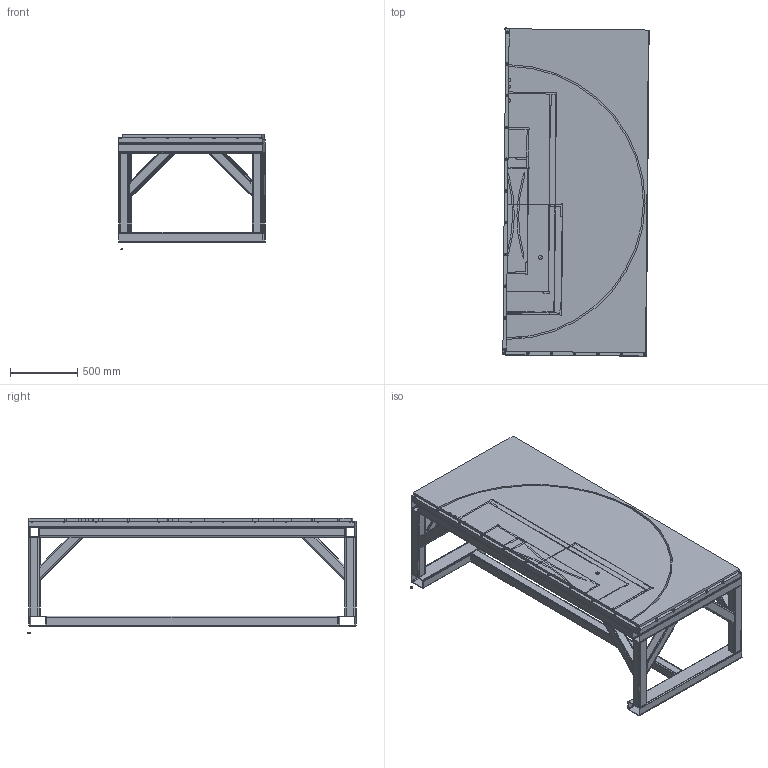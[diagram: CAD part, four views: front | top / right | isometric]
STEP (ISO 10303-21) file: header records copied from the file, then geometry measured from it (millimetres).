
FILE_DESCRIPTION(/* description */ (''),/* implementation_level */ '2;1');
FILE_NAME(/* name */ 'East Table.step',/* time_stamp */ '2024-04-03T08:53:41-07:00',/* author */ (''),/* organization */ (''),/* preprocessor_version */ 'ST-DEVELOPER v20',/* originating_system */ 'Autodesk Translation Framework v12.20.1.177',/* authorisation */ '');
FILE_SCHEMA (('AUTOMOTIVE_DESIGN { 1 0 10303 214 3 1 1 }'));
Length unit declared in the file: inch
Products named in the file (27): Wall cutouts; East Table; Sacrificial edge left; Table steel weld (1); 3x3 stock (2) (1) (2) (1); 3x3 stock (2) (1) (5) (1); 3x3 stock (2) (1) (6) (1); 3x3 stock (2) (1) (7) (1); 3x3 stock (2) (1) (8) (2); 3x3 stock (2) (1) (9) (1); 5x3 stock (2) (1); 5x3 stock (2)(Mirror) (1); 3x3 stock (2) (1) (3) (1) (1); 3x3 stock (2) (1) (3) (2) (1); 3x3 stock (2) (1) (3) (5); 3x3 stock (2) (1) (3) (3) (1); 3x3 stock (2) (1) (3) (4) (1); 3x3 stock (2) (1) (3) (3)(Mirror) (1); 3x3 stock (2) (1) (3) (4)(Mirror) (1); 3x3 stock (2) (1) (3)(Mirror) (1); 3x3 stock (2) (1) (3) (2)(Mirror) (1); 92148A210_18-8 Stainless Steel Split Lock Washer (1); Steel top left (2); MDF top left; East Cuts; Front Wall East (1); Rear Wall East
Assembly tree (26 placements, depth 4):
  Wall cutouts
    East Table
      Sacrificial edge left
      Table steel weld (1)
        3x3 stock (2) (1) (2) (1)
        3x3 stock (2) (1) (5) (1)
        3x3 stock (2) (1) (6) (1)
        3x3 stock (2) (1) (7) (1)
        3x3 stock (2) (1) (8) (2)
        3x3 stock (2) (1) (9) (1)
        5x3 stock (2) (1)
        5x3 stock (2)(Mirror) (1)
        3x3 stock (2) (1) (3) (1) (1)
        3x3 stock (2) (1) (3) (2) (1)
        3x3 stock (2) (1) (3) (5)
        3x3 stock (2) (1) (3) (3) (1)
        3x3 stock (2) (1) (3) (4) (1)
        3x3 stock (2) (1) (3) (3)(Mirror) (1)
        3x3 stock (2) (1) (3) (4)(Mirror) (1)
        3x3 stock (2) (1) (3)(Mirror) (1)
        3x3 stock (2) (1) (3) (2)(Mirror) (1)
        92148A210_18-8 Stainless Steel Split Lock Washer (1)
      Steel top left (2)
      MDF top left
      East Cuts
        Front Wall East (1)
        Rear Wall East
Bounding box: 1088.13 x 2444.06 x 856.02 mm (x, y, z)
Volume: 277220143.2 mm3; surface area: 33021562.4 mm2
Topology: 40 solids, 40 shells, 733 faces, 1869 edges, 1246 vertices
Faces by surface type: plane 400, cylinder 326, bspline 7
Full cylindrical faces by diameter (mm): 3.175 x1, 6.78 x30, 9 x18, 9.525 x12, 18 x18, 25 x12, 28.575 x1
Entity records: 26791 total; most frequent: CARTESIAN_POINT 7293, DIRECTION 4059, ORIENTED_EDGE 3738, EDGE_CURVE 1869, AXIS2_PLACEMENT_3D 1429, VERTEX_POINT 1246, LINE 1201, VECTOR 1201
